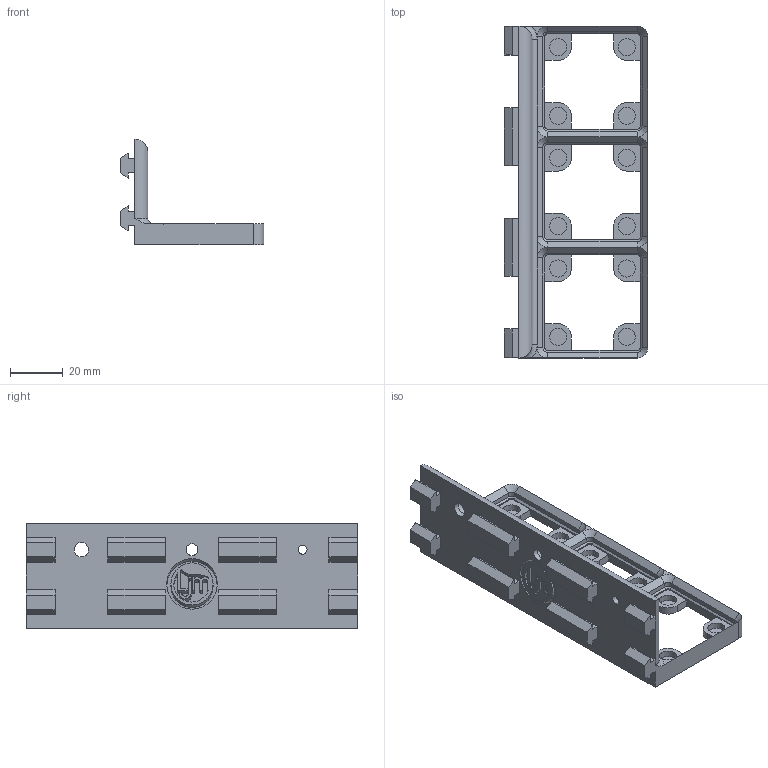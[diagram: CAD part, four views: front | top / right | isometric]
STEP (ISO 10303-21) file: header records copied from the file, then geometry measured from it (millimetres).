
FILE_DESCRIPTION(/* description */ (''),/* implementation_level */ '2;1');
FILE_NAME(/* name */ 'Gridfinity Ender Side Mount.step',/* time_stamp */ '2023-06-11T14:00:04+08:00',/* author */ (''),/* organization */ (''),/* preprocessor_version */ 'ST-DEVELOPER v19.2',/* originating_system */ 'Autodesk Translation Framework v11.17.0.187',/* authorisation */ '');
FILE_SCHEMA (('AUTOMOTIVE_DESIGN { 1 0 10303 214 3 1 1 }'));
Length unit declared in the file: millimetre
Products named in the file (2): Gridfinity Ender Side Mount; Gridfinity Baseplate v3
Assembly tree (1 placements, depth 2):
  Gridfinity Ender Side Mount
    Gridfinity Baseplate v3
Bounding box: 54.5 x 126 x 40 mm (x, y, z)
Volume: 41287 mm3; surface area: 23940.2 mm2
Topology: 1 solids, 1 shells, 307 faces, 748 edges, 464 vertices
Faces by surface type: plane 199, cylinder 60, cone 24, bspline 22, torus 2
Full cylindrical faces by diameter (mm): 3.35 x1, 4.5 x1, 5.5 x1, 6 x1, 6.5 x12, 7.5 x1, 9 x1
Entity records: 9287 total; most frequent: CARTESIAN_POINT 2079, ORIENTED_EDGE 1496, DIRECTION 1418, EDGE_CURVE 748, LINE 570, VECTOR 570, VERTEX_POINT 464, AXIS2_PLACEMENT_3D 424
